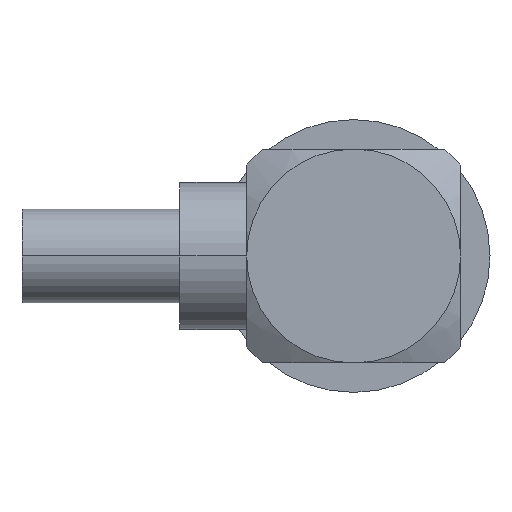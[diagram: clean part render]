
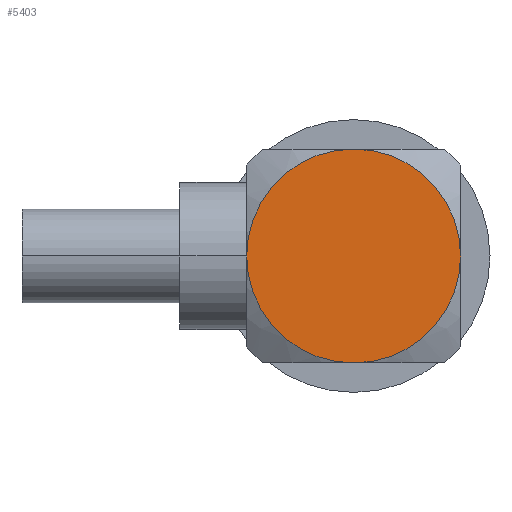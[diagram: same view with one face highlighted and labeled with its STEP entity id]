
A CAD part, front view. The second image highlights one B-rep face of the part: STEP entity #5403.
In plain terms, the highlighted planar face has unit normal (0, -1, 0).
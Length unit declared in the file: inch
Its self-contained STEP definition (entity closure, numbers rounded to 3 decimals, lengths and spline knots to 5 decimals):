
#169 = CARTESIAN_POINT ( 'NONE',  ( 0., -0.18394, -0.15748 ) ) ;
#476 = DIRECTION ( 'NONE',  ( 1., 0., 0. ) ) ;
#645 = CARTESIAN_POINT ( 'NONE',  ( 0., -0.18394, 0. ) ) ;
#919 = AXIS2_PLACEMENT_3D ( 'NONE', #4238, #3359, #4332 ) ;
#1084 = CIRCLE ( 'NONE', #2262, 0.15748 ) ;
#1191 = CARTESIAN_POINT ( 'NONE',  ( -0.15748, -0.18394, 0. ) ) ;
#1236 = EDGE_CURVE ( 'NONE', #2331, #3744, #2186, .T. ) ;
#1486 = ORIENTED_EDGE ( 'NONE', *, *, #5285, .T. ) ;
#1712 = AXIS2_PLACEMENT_3D ( 'NONE', #5296, #3286, #476 ) ;
#1766 = PLANE ( 'NONE',  #919 ) ;
#1814 = DIRECTION ( 'NONE',  ( 0., -1., 0. ) ) ;
#2186 = CIRCLE ( 'NONE', #4161, 0.15748 ) ;
#2228 = FACE_OUTER_BOUND ( 'NONE', #4936, .T. ) ;
#2262 = AXIS2_PLACEMENT_3D ( 'NONE', #645, #2550, #4448 ) ;
#2331 = VERTEX_POINT ( 'NONE', #1191 ) ;
#2489 = VERTEX_POINT ( 'NONE', #3864 ) ;
#2550 = DIRECTION ( 'NONE',  ( 0., -1., 0. ) ) ;
#2796 = AXIS2_PLACEMENT_3D ( 'NONE', #5980, #5045, #4980 ) ;
#2859 = ORIENTED_EDGE ( 'NONE', *, *, #4775, .T. ) ;
#3111 = CARTESIAN_POINT ( 'NONE',  ( 0., -0.18394, 0.15748 ) ) ;
#3175 = CIRCLE ( 'NONE', #2796, 0.15748 ) ;
#3284 = ORIENTED_EDGE ( 'NONE', *, *, #1236, .T. ) ;
#3286 = DIRECTION ( 'NONE',  ( 0., -1., 0. ) ) ;
#3359 = DIRECTION ( 'NONE',  ( 0., -1., 0. ) ) ;
#3694 = DIRECTION ( 'NONE',  ( -1., 0., 0. ) ) ;
#3744 = VERTEX_POINT ( 'NONE', #169 ) ;
#3864 = CARTESIAN_POINT ( 'NONE',  ( 0.15748, -0.18394, 0. ) ) ;
#4079 = CIRCLE ( 'NONE', #1712, 0.15748 ) ;
#4161 = AXIS2_PLACEMENT_3D ( 'NONE', #5225, #1814, #3694 ) ;
#4238 = CARTESIAN_POINT ( 'NONE',  ( 0.15748, -0.18394, 0.15748 ) ) ;
#4332 = DIRECTION ( 'NONE',  ( 0., 0., 1. ) ) ;
#4448 = DIRECTION ( 'NONE',  ( 0., 0., 1. ) ) ;
#4775 = EDGE_CURVE ( 'NONE', #5335, #2331, #1084, .T. ) ;
#4936 = EDGE_LOOP ( 'NONE', ( #1486, #5017, #2859, #3284 ) ) ;
#4980 = DIRECTION ( 'NONE',  ( 0., 0., -1. ) ) ;
#5017 = ORIENTED_EDGE ( 'NONE', *, *, #5869, .T. ) ;
#5045 = DIRECTION ( 'NONE',  ( 0., -1., 0. ) ) ;
#5225 = CARTESIAN_POINT ( 'NONE',  ( 0., -0.18394, 0. ) ) ;
#5285 = EDGE_CURVE ( 'NONE', #3744, #2489, #3175, .T. ) ;
#5296 = CARTESIAN_POINT ( 'NONE',  ( 0., -0.18394, 0. ) ) ;
#5335 = VERTEX_POINT ( 'NONE', #3111 ) ;
#5403 = ADVANCED_FACE ( 'NONE', ( #2228 ), #1766, .T. ) ;
#5869 = EDGE_CURVE ( 'NONE', #2489, #5335, #4079, .T. ) ;
#5980 = CARTESIAN_POINT ( 'NONE',  ( 0., -0.18394, 0. ) ) ;
